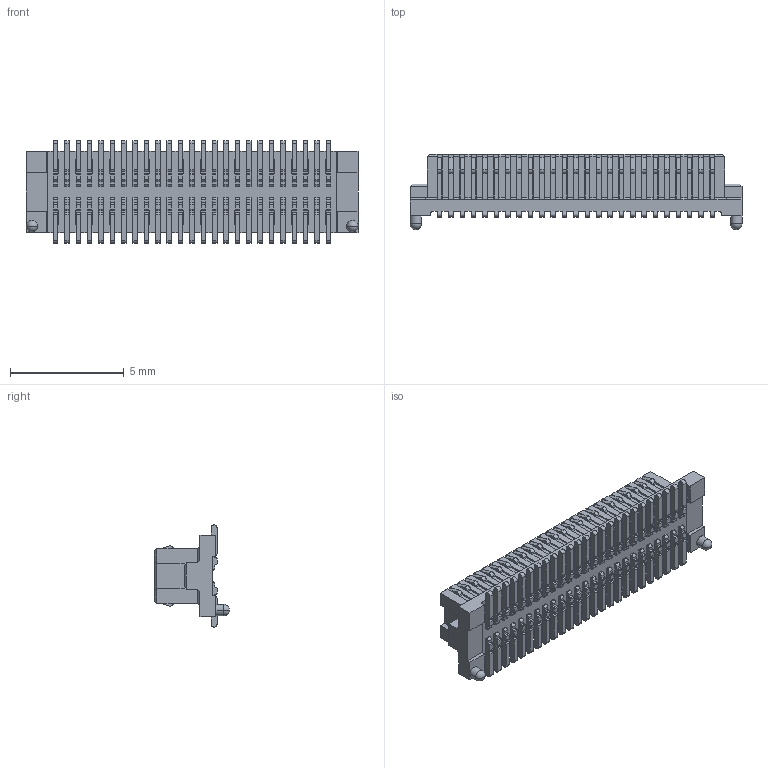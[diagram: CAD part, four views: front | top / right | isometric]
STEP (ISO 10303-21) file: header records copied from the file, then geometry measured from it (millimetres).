
FILE_DESCRIPTION((''),'2;1');
FILE_NAME('FBB05008-M50-H28','2022-02-08T',('工程三'),(''),'PRO/ENGINEER BY PARAMETRIC TECHNOLOGY CORPORATION, 2010280','PRO/ENGINEER BY PARAMETRIC TECHNOLOGY CORPORATION, 2010280','');
FILE_SCHEMA(('CONFIG_CONTROL_DESIGN'));
Length unit declared in the file: millimetre
Products named in the file (1): FBB05008-M50-H28
Bounding box: 14.6 x 3.3 x 4.5 mm (x, y, z)
Volume: 89.9 mm3; surface area: 478.8 mm2
Topology: 1 solids, 1 shells, 1778 faces, 5702 edges, 3722 vertices
Faces by surface type: plane 1320, cylinder 454, sphere 4
Entity records: 62512 total; most frequent: ORIENTED_EDGE 11396, CARTESIAN_POINT 11198, DIRECTION 10166, EDGE_CURVE 5698, VECTOR 4786, LINE 4786, VERTEX_POINT 3722, AXIS2_PLACEMENT_3D 2690
